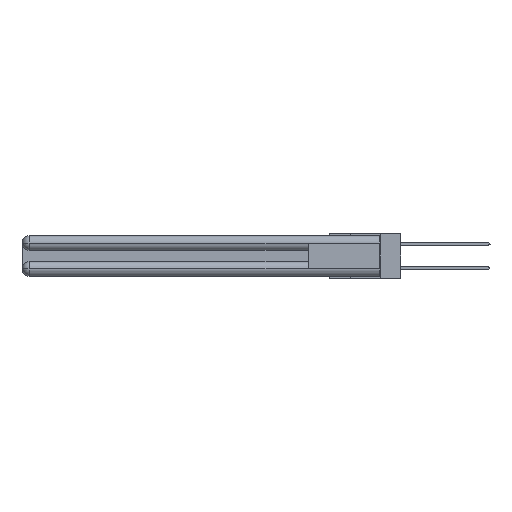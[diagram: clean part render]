
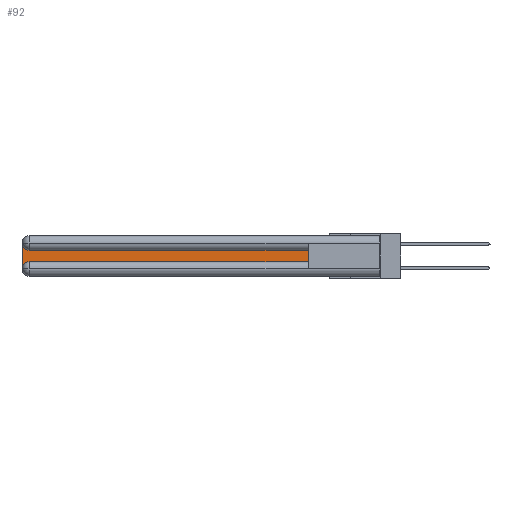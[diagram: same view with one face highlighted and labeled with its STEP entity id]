
A CAD part, left-side view. The second image highlights one B-rep face of the part: STEP entity #92.
In plain terms, the highlighted planar face has unit normal (-1, 0, 0).
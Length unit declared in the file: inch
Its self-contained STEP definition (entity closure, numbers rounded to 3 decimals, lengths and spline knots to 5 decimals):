
#92 = ADVANCED_FACE ( 'NONE', ( #22993 ), #28458, .F. ) ;
#770 = CARTESIAN_POINT ( 'NONE',  ( 0.075, 3., -0.1225 ) ) ;
#1114 = AXIS2_PLACEMENT_3D ( 'NONE', #770, #19834, #17473 ) ;
#1136 = LINE ( 'NONE', #31766, #27594 ) ;
#2479 = EDGE_CURVE ( 'NONE', #33307, #6884, #26732, .T. ) ;
#3198 = VECTOR ( 'NONE', #17888, 39.37008 ) ;
#3411 = CARTESIAN_POINT ( 'NONE',  ( 0.075, 2.94, -0.0625 ) ) ;
#5226 = VERTEX_POINT ( 'NONE', #9209 ) ;
#5683 = CARTESIAN_POINT ( 'NONE',  ( 0.075, 2.94, -0.2175 ) ) ;
#6529 = DIRECTION ( 'NONE',  ( 0., 0., -1. ) ) ;
#6812 = EDGE_LOOP ( 'NONE', ( #9805, #32408, #8092, #28203, #12708, #26485 ) ) ;
#6880 = VERTEX_POINT ( 'NONE', #8540 ) ;
#6884 = VERTEX_POINT ( 'NONE', #5683 ) ;
#8092 = ORIENTED_EDGE ( 'NONE', *, *, #23797, .T. ) ;
#8540 = CARTESIAN_POINT ( 'NONE',  ( 0.075, 2.94, -0.1225 ) ) ;
#8605 = VERTEX_POINT ( 'NONE', #33149 ) ;
#9209 = CARTESIAN_POINT ( 'NONE',  ( 0.075, 3., -0.0625 ) ) ;
#9805 = ORIENTED_EDGE ( 'NONE', *, *, #34509, .T. ) ;
#10110 = CARTESIAN_POINT ( 'NONE',  ( 0.075, 3., -0.2175 ) ) ;
#10164 = DIRECTION ( 'NONE',  ( 0., 1., 0. ) ) ;
#10449 = LINE ( 'NONE', #31736, #3198 ) ;
#10788 = LINE ( 'NONE', #25847, #26220 ) ;
#12708 = ORIENTED_EDGE ( 'NONE', *, *, #29856, .T. ) ;
#14306 = DIRECTION ( 'NONE',  ( 1., 0., 0. ) ) ;
#14601 = VERTEX_POINT ( 'NONE', #23860 ) ;
#15050 = VECTOR ( 'NONE', #18343, 39.37008 ) ;
#17473 = DIRECTION ( 'NONE',  ( 0., 0., -1. ) ) ;
#17888 = DIRECTION ( 'NONE',  ( 0., -1., 0. ) ) ;
#18343 = DIRECTION ( 'NONE',  ( 0., 0., -1. ) ) ;
#19597 = DIRECTION ( 'NONE',  ( 0., 0., -1. ) ) ;
#19834 = DIRECTION ( 'NONE',  ( 1., 0., 0. ) ) ;
#19933 = CIRCLE ( 'NONE', #33388, 0.06 ) ;
#20578 = DIRECTION ( 'NONE',  ( 0., 0., 1. ) ) ;
#21044 = AXIS2_PLACEMENT_3D ( 'NONE', #33631, #14306, #6529 ) ;
#21393 = LINE ( 'NONE', #10110, #15050 ) ;
#22585 = EDGE_CURVE ( 'NONE', #8605, #14601, #10788, .T. ) ;
#22993 = FACE_OUTER_BOUND ( 'NONE', #6812, .T. ) ;
#23797 = EDGE_CURVE ( 'NONE', #5226, #33307, #21393, .T. ) ;
#23860 = CARTESIAN_POINT ( 'NONE',  ( 0.075, 0.6, -0.1225 ) ) ;
#24140 = CARTESIAN_POINT ( 'NONE',  ( 0.075, 3., -0.2775 ) ) ;
#25847 = CARTESIAN_POINT ( 'NONE',  ( 0.075, 0.6, -0.2175 ) ) ;
#26220 = VECTOR ( 'NONE', #20578, 39.37008 ) ;
#26430 = EDGE_CURVE ( 'NONE', #6880, #5226, #19933, .T. ) ;
#26485 = ORIENTED_EDGE ( 'NONE', *, *, #22585, .T. ) ;
#26732 = CIRCLE ( 'NONE', #21044, 0.06 ) ;
#27594 = VECTOR ( 'NONE', #10164, 39.37008 ) ;
#27863 = DIRECTION ( 'NONE',  ( 1., 0., 0. ) ) ;
#28203 = ORIENTED_EDGE ( 'NONE', *, *, #2479, .T. ) ;
#28458 = PLANE ( 'NONE',  #1114 ) ;
#29856 = EDGE_CURVE ( 'NONE', #6884, #8605, #10449, .T. ) ;
#31736 = CARTESIAN_POINT ( 'NONE',  ( 0.075, 0.6, -0.2175 ) ) ;
#31766 = CARTESIAN_POINT ( 'NONE',  ( 0.075, 0.6, -0.1225 ) ) ;
#32408 = ORIENTED_EDGE ( 'NONE', *, *, #26430, .T. ) ;
#33149 = CARTESIAN_POINT ( 'NONE',  ( 0.075, 0.6, -0.2175 ) ) ;
#33307 = VERTEX_POINT ( 'NONE', #24140 ) ;
#33388 = AXIS2_PLACEMENT_3D ( 'NONE', #3411, #27863, #19597 ) ;
#33631 = CARTESIAN_POINT ( 'NONE',  ( 0.075, 2.94, -0.2775 ) ) ;
#34509 = EDGE_CURVE ( 'NONE', #14601, #6880, #1136, .T. ) ;
